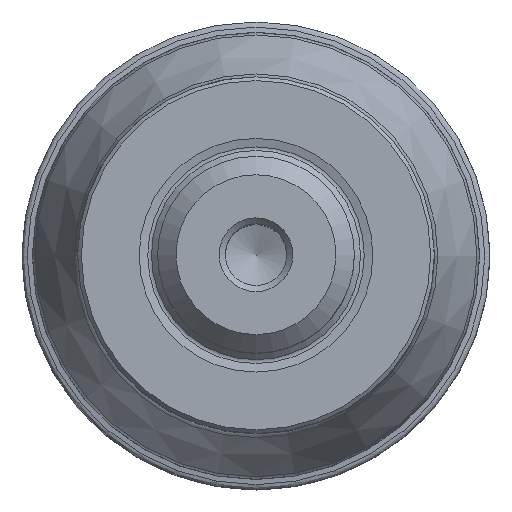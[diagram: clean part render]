
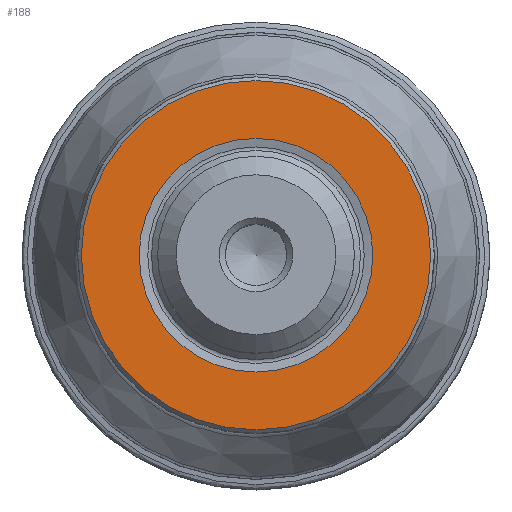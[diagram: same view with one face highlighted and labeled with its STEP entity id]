
A CAD part, top view. The second image highlights one B-rep face of the part: STEP entity #188.
In plain terms, the highlighted planar face has unit normal (0, 0, 1).
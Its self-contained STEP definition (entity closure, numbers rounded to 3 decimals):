
#75=PLANE('',#900);
#188=ADVANCED_FACE('',(#349,#350),#75,.T.);
#349=FACE_BOUND('',#456,.T.);
#350=FACE_BOUND('',#457,.T.);
#456=EDGE_LOOP('',(#593));
#457=EDGE_LOOP('',(#594));
#593=ORIENTED_EDGE('',*,*,#749,.T.);
#594=ORIENTED_EDGE('',*,*,#748,.T.);
#678=VERTEX_POINT('',#1641);
#679=VERTEX_POINT('',#1644);
#748=EDGE_CURVE('',#678,#678,#806,.T.);
#749=EDGE_CURVE('',#679,#679,#807,.T.);
#806=CIRCLE('',#897,9.499);
#807=CIRCLE('',#899,14.2);
#897=AXIS2_PLACEMENT_3D('',#1640,#1109,#1110);
#899=AXIS2_PLACEMENT_3D('',#1643,#1113,#1114);
#900=AXIS2_PLACEMENT_3D('',#1645,#1115,#1116);
#1109=DIRECTION('',(0.,0.,-1.));
#1110=DIRECTION('',(-1.,0.,0.));
#1113=DIRECTION('',(0.,0.,1.));
#1114=DIRECTION('',(1.,0.,0.));
#1115=DIRECTION('',(0.,0.,1.));
#1116=DIRECTION('',(1.,0.,0.));
#1640=CARTESIAN_POINT('',(0.,0.,0.));
#1641=CARTESIAN_POINT('',(-9.499,0.,0.));
#1643=CARTESIAN_POINT('',(0.,0.,0.));
#1644=CARTESIAN_POINT('',(14.2,0.,0.));
#1645=CARTESIAN_POINT('',(0.,0.,0.));
